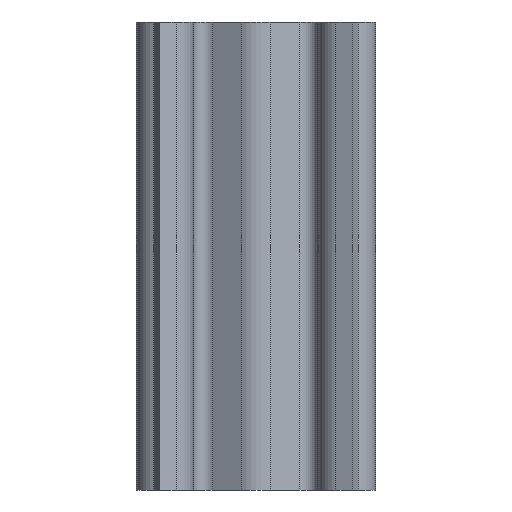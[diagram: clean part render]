
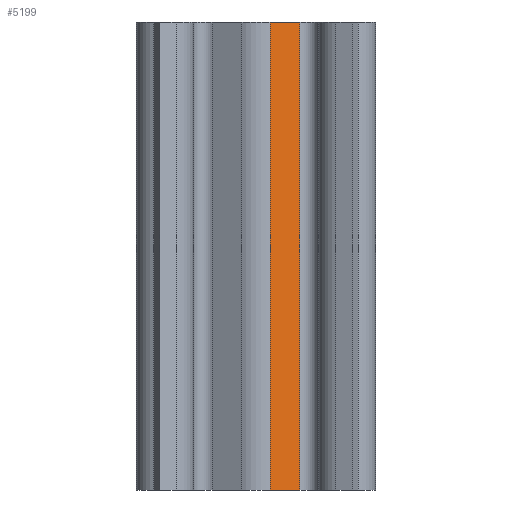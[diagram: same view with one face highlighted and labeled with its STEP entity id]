
A CAD part, front view. The second image highlights one B-rep face of the part: STEP entity #5199.
In plain terms, the highlighted planar face has unit normal (0.5, -0.866, 0).
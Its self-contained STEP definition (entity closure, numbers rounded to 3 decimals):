
#563=FACE_OUTER_BOUND('',#829,.T.);
#829=EDGE_LOOP('',(#3953,#3954,#3955,#3956));
#1255=LINE('',#8390,#1787);
#1256=LINE('',#8393,#1788);
#1257=LINE('',#8395,#1789);
#1258=LINE('',#8396,#1790);
#1787=VECTOR('',#6801,10.);
#1788=VECTOR('',#6804,10.);
#1789=VECTOR('',#6805,10.);
#1790=VECTOR('',#6806,10.);
#2317=VERTEX_POINT('',#8386);
#2318=VERTEX_POINT('',#8388);
#2319=VERTEX_POINT('',#8392);
#2320=VERTEX_POINT('',#8394);
#3003=EDGE_CURVE('',#2317,#2318,#1255,.T.);
#3004=EDGE_CURVE('',#2319,#2317,#1256,.T.);
#3005=EDGE_CURVE('',#2320,#2318,#1257,.T.);
#3006=EDGE_CURVE('',#2319,#2320,#1258,.T.);
#3953=ORIENTED_EDGE('',*,*,#3004,.T.);
#3954=ORIENTED_EDGE('',*,*,#3003,.T.);
#3955=ORIENTED_EDGE('',*,*,#3005,.F.);
#3956=ORIENTED_EDGE('',*,*,#3006,.F.);
#4985=PLANE('',#5641);
#5199=ADVANCED_FACE('',(#563),#4985,.T.);
#5641=AXIS2_PLACEMENT_3D('',#8391,#6802,#6803);
#6801=DIRECTION('',(0.,0.,1.));
#6802=DIRECTION('center_axis',(0.5,-0.866,0.));
#6803=DIRECTION('ref_axis',(0.866,0.5,0.));
#6804=DIRECTION('',(0.866,0.5,0.));
#6805=DIRECTION('',(0.866,0.5,0.));
#6806=DIRECTION('',(0.,0.,1.));
#8386=CARTESIAN_POINT('',(-0.639,126.02,0.));
#8388=CARTESIAN_POINT('',(-0.639,126.02,45.));
#8390=CARTESIAN_POINT('',(-0.639,126.02,0.));
#8391=CARTESIAN_POINT('Origin',(-3.489,124.374,0.));
#8392=CARTESIAN_POINT('',(-3.489,124.374,0.));
#8393=CARTESIAN_POINT('',(-3.489,124.374,0.));
#8394=CARTESIAN_POINT('',(-3.489,124.374,45.));
#8395=CARTESIAN_POINT('',(-3.489,124.374,45.));
#8396=CARTESIAN_POINT('',(-3.489,124.374,0.));
